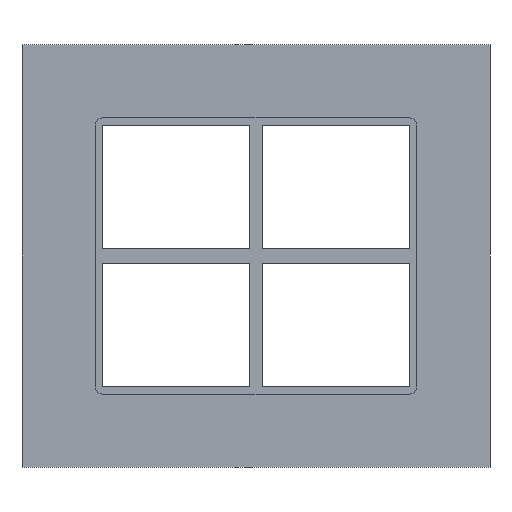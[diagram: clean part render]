
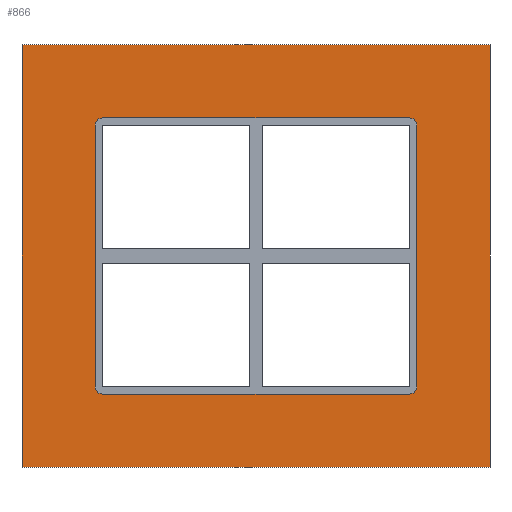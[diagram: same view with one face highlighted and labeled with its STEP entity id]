
A CAD part, front view. The second image highlights one B-rep face of the part: STEP entity #866.
In plain terms, the highlighted planar face has unit normal (0, -1, 0).
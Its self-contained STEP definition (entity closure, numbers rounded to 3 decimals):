
#757=CARTESIAN_POINT('',(0.0,0.0,0.0));
#758=DIRECTION('',(0.0,1.0,0.0));
#759=DIRECTION('',(0.0,0.0,1.0));
#760=AXIS2_PLACEMENT_3D('',#757,#758,#759);
#761=PLANE('',#760);
#762=CARTESIAN_POINT('',(-191.5,0.0,173.));
#763=VERTEX_POINT('',#762);
#764=CARTESIAN_POINT('',(191.5,0.0,173.));
#765=VERTEX_POINT('',#764);
#766=CARTESIAN_POINT('',(-191.5,0.0,173.));
#767=DIRECTION('',(1.0,0.0,0.0));
#768=VECTOR('',#767,383.);
#769=LINE('',#766,#768);
#770=EDGE_CURVE('',#763,#765,#769,.T.);
#771=ORIENTED_EDGE('',*,*,#770,.F.);
#772=CARTESIAN_POINT('',(-191.5,0.0,-173.));
#773=VERTEX_POINT('',#772);
#774=CARTESIAN_POINT('',(-191.5,0.0,-173.));
#775=DIRECTION('',(0.0,0.0,1.0));
#776=VECTOR('',#775,346.);
#777=LINE('',#774,#776);
#778=EDGE_CURVE('',#773,#763,#777,.T.);
#779=ORIENTED_EDGE('',*,*,#778,.F.);
#780=CARTESIAN_POINT('',(191.5,0.0,-173.));
#781=VERTEX_POINT('',#780);
#782=CARTESIAN_POINT('',(191.5,0.0,-173.));
#783=DIRECTION('',(-1.0,0.0,0.0));
#784=VECTOR('',#783,383.);
#785=LINE('',#782,#784);
#786=EDGE_CURVE('',#781,#773,#785,.T.);
#787=ORIENTED_EDGE('',*,*,#786,.F.);
#788=CARTESIAN_POINT('',(191.5,0.0,173.));
#789=DIRECTION('',(0.0,0.0,-1.0));
#790=VECTOR('',#789,346.);
#791=LINE('',#788,#790);
#792=EDGE_CURVE('',#765,#781,#791,.T.);
#793=ORIENTED_EDGE('',*,*,#792,.F.);
#794=EDGE_LOOP('',(#771,#779,#787,#793));
#795=FACE_OUTER_BOUND('',#794,.T.);
#796=CARTESIAN_POINT('',(-131.5,0.0,-107.0));
#797=VERTEX_POINT('',#796);
#798=CARTESIAN_POINT('',(-125.5,0.0,-113.0));
#799=VERTEX_POINT('',#798);
#800=CARTESIAN_POINT('',(-125.5,0.0,-107.0));
#801=DIRECTION('',(0.0,-1.0,0.0));
#802=DIRECTION('',(-0.707,0.0,-0.707));
#803=AXIS2_PLACEMENT_3D('',#800,#801,#802);
#804=CIRCLE('',#803,6.);
#805=EDGE_CURVE('',#797,#799,#804,.T.);
#806=ORIENTED_EDGE('',*,*,#805,.F.);
#807=CARTESIAN_POINT('',(-131.5,0.0,107.));
#808=VERTEX_POINT('',#807);
#809=CARTESIAN_POINT('',(-131.5,0.0,107.));
#810=DIRECTION('',(0.0,0.0,-1.0));
#811=VECTOR('',#810,214.);
#812=LINE('',#809,#811);
#813=EDGE_CURVE('',#808,#797,#812,.T.);
#814=ORIENTED_EDGE('',*,*,#813,.F.);
#815=CARTESIAN_POINT('',(-125.5,0.0,113.));
#816=VERTEX_POINT('',#815);
#817=CARTESIAN_POINT('',(-125.5,0.0,107.));
#818=DIRECTION('',(0.0,-1.0,0.0));
#819=DIRECTION('',(-0.707,0.0,0.707));
#820=AXIS2_PLACEMENT_3D('',#817,#818,#819);
#821=CIRCLE('',#820,6.);
#822=EDGE_CURVE('',#816,#808,#821,.T.);
#823=ORIENTED_EDGE('',*,*,#822,.F.);
#824=CARTESIAN_POINT('',(125.5,0.0,113.));
#825=VERTEX_POINT('',#824);
#826=CARTESIAN_POINT('',(125.5,0.0,113.));
#827=DIRECTION('',(-1.0,0.0,0.0));
#828=VECTOR('',#827,251.0);
#829=LINE('',#826,#828);
#830=EDGE_CURVE('',#825,#816,#829,.T.);
#831=ORIENTED_EDGE('',*,*,#830,.F.);
#832=CARTESIAN_POINT('',(131.5,0.0,107.));
#833=VERTEX_POINT('',#832);
#834=CARTESIAN_POINT('',(125.5,0.0,107.));
#835=DIRECTION('',(0.0,-1.0,0.0));
#836=DIRECTION('',(0.707,0.0,0.707));
#837=AXIS2_PLACEMENT_3D('',#834,#835,#836);
#838=CIRCLE('',#837,6.);
#839=EDGE_CURVE('',#833,#825,#838,.T.);
#840=ORIENTED_EDGE('',*,*,#839,.F.);
#841=CARTESIAN_POINT('',(131.5,0.0,-107.));
#842=VERTEX_POINT('',#841);
#843=CARTESIAN_POINT('',(131.5,0.0,-107.));
#844=DIRECTION('',(0.0,0.0,1.0));
#845=VECTOR('',#844,214.);
#846=LINE('',#843,#845);
#847=EDGE_CURVE('',#842,#833,#846,.T.);
#848=ORIENTED_EDGE('',*,*,#847,.F.);
#849=CARTESIAN_POINT('',(125.5,0.0,-113.0));
#850=VERTEX_POINT('',#849);
#851=CARTESIAN_POINT('',(125.5,0.0,-107.));
#852=DIRECTION('',(0.0,-1.0,0.0));
#853=DIRECTION('',(0.707,0.0,-0.707));
#854=AXIS2_PLACEMENT_3D('',#851,#852,#853);
#855=CIRCLE('',#854,6.);
#856=EDGE_CURVE('',#850,#842,#855,.T.);
#857=ORIENTED_EDGE('',*,*,#856,.F.);
#858=CARTESIAN_POINT('',(-125.5,0.0,-113.0));
#859=DIRECTION('',(1.0,0.0,0.0));
#860=VECTOR('',#859,251.0);
#861=LINE('',#858,#860);
#862=EDGE_CURVE('',#799,#850,#861,.T.);
#863=ORIENTED_EDGE('',*,*,#862,.F.);
#864=EDGE_LOOP('',(#806,#814,#823,#831,#840,#848,#857,#863));
#865=FACE_BOUND('',#864,.T.);
#866=ADVANCED_FACE('',(#795,#865),#761,.F.);
